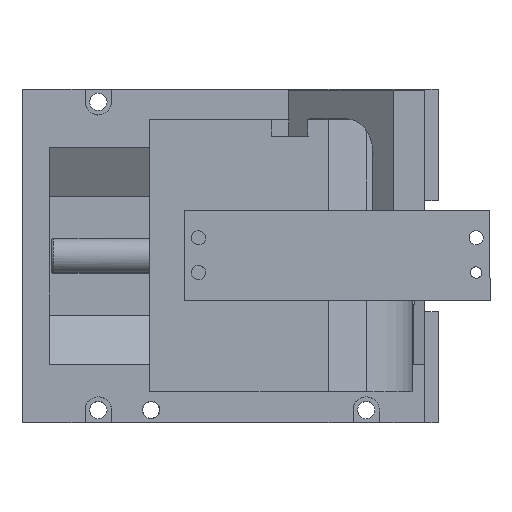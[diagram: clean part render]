
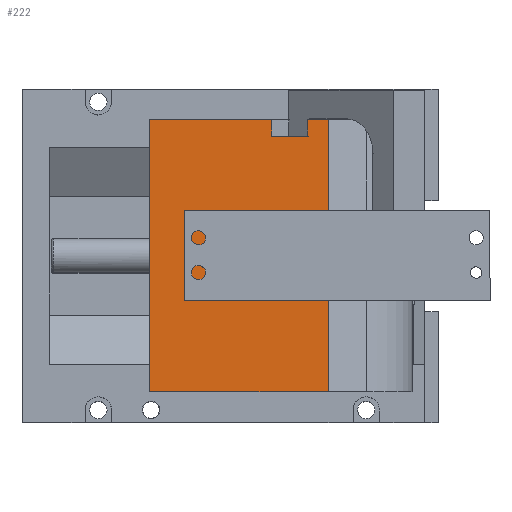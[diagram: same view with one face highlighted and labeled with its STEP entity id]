
A CAD part, top view. The second image highlights one B-rep face of the part: STEP entity #222.
In plain terms, the highlighted planar face has unit normal (0, 0, 1).
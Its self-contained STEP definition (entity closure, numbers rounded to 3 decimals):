
#120=CARTESIAN_POINT('Vertex',(267.836,213.,205.)) ;
#123=CARTESIAN_POINT('Line Origine',(267.836,207.,205.)) ;
#127=CARTESIAN_POINT('Vertex',(267.836,201.,205.)) ;
#142=CARTESIAN_POINT('Axis2P3D Location',(209.444,213.,205.)) ;
#147=CARTESIAN_POINT('Line Origine',(280.89,201.,205.)) ;
#151=CARTESIAN_POINT('Vertex',(293.944,201.,205.)) ;
#154=CARTESIAN_POINT('Line Origine',(223.89,213.,205.)) ;
#158=CARTESIAN_POINT('Vertex',(179.944,213.,205.)) ;
#161=CARTESIAN_POINT('Line Origine',(179.944,115.,205.)) ;
#165=CARTESIAN_POINT('Vertex',(179.944,17.,205.)) ;
#168=CARTESIAN_POINT('Line Origine',(244.236,17.,205.)) ;
#172=CARTESIAN_POINT('Vertex',(308.528,17.,205.)) ;
#175=CARTESIAN_POINT('Line Origine',(308.528,115.,205.)) ;
#179=CARTESIAN_POINT('Vertex',(308.528,213.,205.)) ;
#182=CARTESIAN_POINT('Line Origine',(301.236,213.,205.)) ;
#186=CARTESIAN_POINT('Vertex',(293.944,213.,205.)) ;
#189=CARTESIAN_POINT('Line Origine',(293.944,207.,205.)) ;
#204=CARTESIAN_POINT('Axis2P3D Location',(235.944,115.,205.)) ;
#208=CARTESIAN_POINT('Vertex',(232.628,108.929,205.)) ;
#210=CARTESIAN_POINT('Vertex',(239.261,121.071,205.)) ;
#213=CARTESIAN_POINT('Axis2P3D Location',(235.944,115.,205.)) ;
#124=DIRECTION('Vector Direction',(0.,-1.,0.)) ;
#143=DIRECTION('Axis2P3D Direction',(-0.,0.,1.)) ;
#144=DIRECTION('Axis2P3D XDirection',(0.,-1.,0.)) ;
#148=DIRECTION('Vector Direction',(-1.,0.,0.)) ;
#155=DIRECTION('Vector Direction',(-1.,0.,0.)) ;
#162=DIRECTION('Vector Direction',(0.,-1.,0.)) ;
#169=DIRECTION('Vector Direction',(-1.,0.,0.)) ;
#176=DIRECTION('Vector Direction',(0.,1.,0.)) ;
#183=DIRECTION('Vector Direction',(1.,0.,0.)) ;
#190=DIRECTION('Vector Direction',(0.,-1.,0.)) ;
#205=DIRECTION('Axis2P3D Direction',(-0.,0.,1.)) ;
#214=DIRECTION('Axis2P3D Direction',(-0.,0.,1.)) ;
#145=AXIS2_PLACEMENT_3D('Plane Axis2P3D',#142,#143,#144) ;
#206=AXIS2_PLACEMENT_3D('Circle Axis2P3D',#204,#205,$) ;
#215=AXIS2_PLACEMENT_3D('Circle Axis2P3D',#213,#214,$) ;
#195=ORIENTED_EDGE('',*,*,#153,.F.) ;
#196=ORIENTED_EDGE('',*,*,#129,.F.) ;
#197=ORIENTED_EDGE('',*,*,#160,.T.) ;
#198=ORIENTED_EDGE('',*,*,#167,.T.) ;
#199=ORIENTED_EDGE('',*,*,#174,.F.) ;
#200=ORIENTED_EDGE('',*,*,#181,.T.) ;
#201=ORIENTED_EDGE('',*,*,#188,.F.) ;
#202=ORIENTED_EDGE('',*,*,#193,.T.) ;
#219=ORIENTED_EDGE('',*,*,#212,.F.) ;
#220=ORIENTED_EDGE('',*,*,#217,.F.) ;
#221=FACE_BOUND('',#218,.T.) ;
#125=VECTOR('Line Direction',#124,1.) ;
#149=VECTOR('Line Direction',#148,1.) ;
#156=VECTOR('Line Direction',#155,1.) ;
#163=VECTOR('Line Direction',#162,1.) ;
#170=VECTOR('Line Direction',#169,1.) ;
#177=VECTOR('Line Direction',#176,1.) ;
#184=VECTOR('Line Direction',#183,1.) ;
#191=VECTOR('Line Direction',#190,1.) ;
#222=ADVANCED_FACE('Brep With Voids',(#203,#221),#146,.T.) ;
#207=CIRCLE('generated circle',#206,6.917) ;
#216=CIRCLE('generated circle',#215,6.917) ;
#129=EDGE_CURVE('',#121,#128,#126,.T.) ;
#153=EDGE_CURVE('',#128,#152,#150,.F.) ;
#160=EDGE_CURVE('',#121,#159,#157,.T.) ;
#167=EDGE_CURVE('',#159,#166,#164,.T.) ;
#174=EDGE_CURVE('',#173,#166,#171,.T.) ;
#181=EDGE_CURVE('',#173,#180,#178,.T.) ;
#188=EDGE_CURVE('',#187,#180,#185,.T.) ;
#193=EDGE_CURVE('',#187,#152,#192,.T.) ;
#212=EDGE_CURVE('',#209,#211,#207,.T.) ;
#217=EDGE_CURVE('',#211,#209,#216,.T.) ;
#194=EDGE_LOOP('',(#195,#196,#197,#198,#199,#200,#201,#202)) ;
#218=EDGE_LOOP('',(#219,#220)) ;
#203=FACE_OUTER_BOUND('',#194,.T.) ;
#126=LINE('Line',#123,#125) ;
#150=LINE('Line',#147,#149) ;
#157=LINE('Line',#154,#156) ;
#164=LINE('Line',#161,#163) ;
#171=LINE('Line',#168,#170) ;
#178=LINE('Line',#175,#177) ;
#185=LINE('Line',#182,#184) ;
#192=LINE('Line',#189,#191) ;
#146=PLANE('Plane',#145) ;
#121=VERTEX_POINT('',#120) ;
#128=VERTEX_POINT('',#127) ;
#152=VERTEX_POINT('',#151) ;
#159=VERTEX_POINT('',#158) ;
#166=VERTEX_POINT('',#165) ;
#173=VERTEX_POINT('',#172) ;
#180=VERTEX_POINT('',#179) ;
#187=VERTEX_POINT('',#186) ;
#209=VERTEX_POINT('',#208) ;
#211=VERTEX_POINT('',#210) ;
